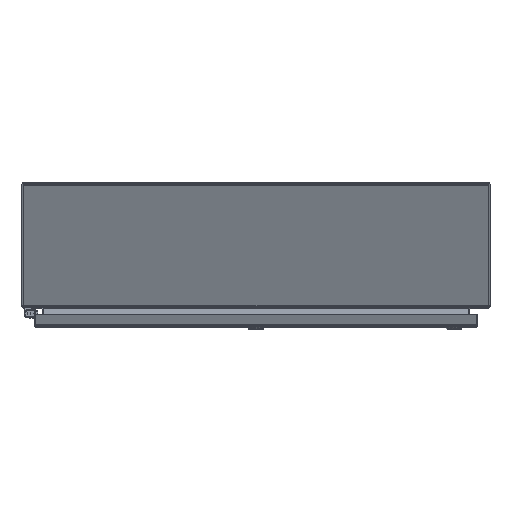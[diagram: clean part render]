
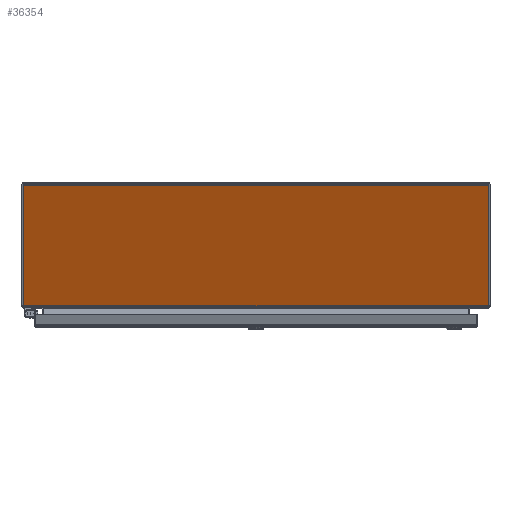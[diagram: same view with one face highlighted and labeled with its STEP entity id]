
A CAD part, top view. The second image highlights one B-rep face of the part: STEP entity #36354.
In plain terms, the highlighted planar face has unit normal (0, -0.423, 0.906).
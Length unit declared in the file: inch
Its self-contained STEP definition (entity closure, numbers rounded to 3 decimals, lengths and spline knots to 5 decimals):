
#2067 = FACE_OUTER_BOUND ( 'NONE', #17869, .T. ) ;
#2154 = CARTESIAN_POINT ( 'NONE',  ( 14.928, -0.101, 16.862 ) ) ;
#2615 = EDGE_CURVE ( 'NONE', #9312, #39160, #19931, .T. ) ;
#2807 = ORIENTED_EDGE ( 'NONE', *, *, #36646, .T. ) ;
#3685 = ORIENTED_EDGE ( 'NONE', *, *, #17185, .T. ) ;
#4190 = LINE ( 'NONE', #47435, #6511 ) ;
#4418 = DIRECTION ( 'NONE',  ( 1., 0., 0. ) ) ;
#5185 = PLANE ( 'NONE',  #31063 ) ;
#5713 = CARTESIAN_POINT ( 'NONE',  ( -14.928, -7.78568, 13.27858 ) ) ;
#6511 = VECTOR ( 'NONE', #4418, 39.37008 ) ;
#6560 = CARTESIAN_POINT ( 'NONE',  ( -14.928, -0.101, 16.862 ) ) ;
#7890 = DIRECTION ( 'NONE',  ( 0., -0.906, -0.423 ) ) ;
#9312 = VERTEX_POINT ( 'NONE', #42884 ) ;
#9580 = DIRECTION ( 'NONE',  ( 0., 0.906, 0.423 ) ) ;
#10036 = LINE ( 'NONE', #32630, #40356 ) ;
#10078 = VECTOR ( 'NONE', #9580, 39.37008 ) ;
#13935 = ORIENTED_EDGE ( 'NONE', *, *, #43305, .T. ) ;
#13959 = VECTOR ( 'NONE', #24108, 39.37008 ) ;
#14362 = VECTOR ( 'NONE', #7890, 39.37008 ) ;
#14369 = ORIENTED_EDGE ( 'NONE', *, *, #41503, .T. ) ;
#15468 = LINE ( 'NONE', #22692, #44143 ) ;
#17185 = EDGE_CURVE ( 'NONE', #39160, #34463, #28186, .T. ) ;
#17693 = VERTEX_POINT ( 'NONE', #5713 ) ;
#17869 = EDGE_LOOP ( 'NONE', ( #14369, #30181, #2807, #13935, #20533, #3685 ) ) ;
#18857 = DIRECTION ( 'NONE',  ( 0.221, 0.884, 0.412 ) ) ;
#19931 = LINE ( 'NONE', #2154, #10078 ) ;
#20533 = ORIENTED_EDGE ( 'NONE', *, *, #2615, .T. ) ;
#22692 = CARTESIAN_POINT ( 'NONE',  ( 14.89008, -7.93764, 13.20772 ) ) ;
#22815 = VERTEX_POINT ( 'NONE', #40829 ) ;
#24108 = DIRECTION ( 'NONE',  ( -1., 0., 0. ) ) ;
#26553 = CARTESIAN_POINT ( 'NONE',  ( 14.89008, -7.93764, 13.20772 ) ) ;
#28186 = LINE ( 'NONE', #6560, #13959 ) ;
#30181 = ORIENTED_EDGE ( 'NONE', *, *, #38117, .T. ) ;
#31063 = AXIS2_PLACEMENT_3D ( 'NONE', #35178, #37841, #34941 ) ;
#32630 = CARTESIAN_POINT ( 'NONE',  ( -14.928, -7.78568, 13.27858 ) ) ;
#34463 = VERTEX_POINT ( 'NONE', #35278 ) ;
#34941 = DIRECTION ( 'NONE',  ( 0., -0.906, -0.423 ) ) ;
#35065 = VERTEX_POINT ( 'NONE', #26553 ) ;
#35178 = CARTESIAN_POINT ( 'NONE',  ( -14.928, -0.101, 16.862 ) ) ;
#35278 = CARTESIAN_POINT ( 'NONE',  ( -14.928, -0.101, 16.862 ) ) ;
#36354 = ADVANCED_FACE ( 'NONE', ( #2067 ), #5185, .T. ) ;
#36646 = EDGE_CURVE ( 'NONE', #22815, #35065, #4190, .T. ) ;
#36949 = CARTESIAN_POINT ( 'NONE',  ( -14.928, -0.101, 16.862 ) ) ;
#37841 = DIRECTION ( 'NONE',  ( 0., -0.423, 0.906 ) ) ;
#38117 = EDGE_CURVE ( 'NONE', #17693, #22815, #10036, .T. ) ;
#39160 = VERTEX_POINT ( 'NONE', #43282 ) ;
#40356 = VECTOR ( 'NONE', #43441, 39.37008 ) ;
#40802 = LINE ( 'NONE', #36949, #14362 ) ;
#40829 = CARTESIAN_POINT ( 'NONE',  ( -14.89008, -7.93764, 13.20772 ) ) ;
#41503 = EDGE_CURVE ( 'NONE', #34463, #17693, #40802, .T. ) ;
#42884 = CARTESIAN_POINT ( 'NONE',  ( 14.928, -7.78568, 13.27858 ) ) ;
#43282 = CARTESIAN_POINT ( 'NONE',  ( 14.928, -0.101, 16.862 ) ) ;
#43305 = EDGE_CURVE ( 'NONE', #35065, #9312, #15468, .T. ) ;
#43441 = DIRECTION ( 'NONE',  ( 0.221, -0.884, -0.412 ) ) ;
#44143 = VECTOR ( 'NONE', #18857, 39.37008 ) ;
#47435 = CARTESIAN_POINT ( 'NONE',  ( -14.928, -7.93764, 13.20772 ) ) ;
